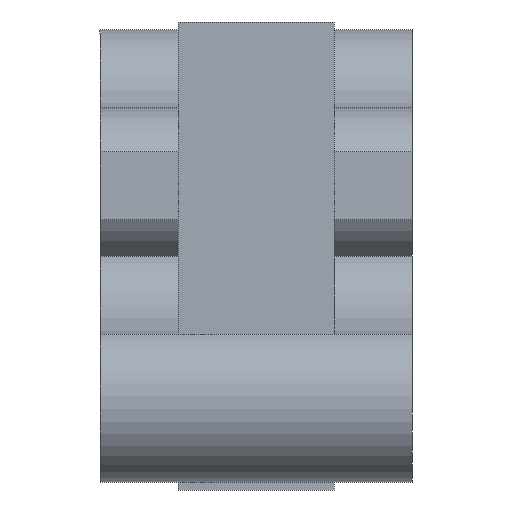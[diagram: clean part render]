
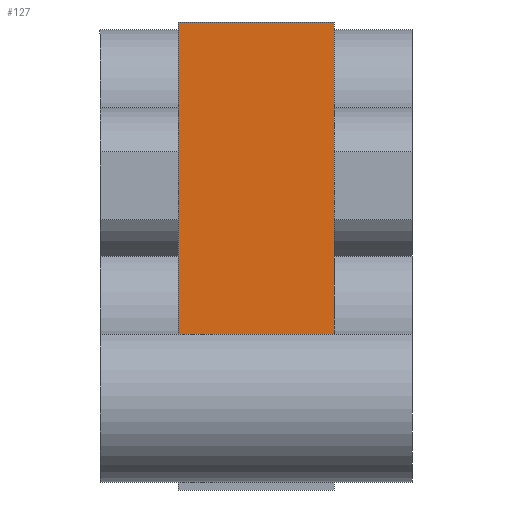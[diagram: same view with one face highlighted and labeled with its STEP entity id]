
A CAD part, front view. The second image highlights one B-rep face of the part: STEP entity #127.
In plain terms, the highlighted planar face has unit normal (0, -1, 0).
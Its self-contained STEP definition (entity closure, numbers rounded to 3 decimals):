
#127=ADVANCED_FACE('',(#195),#196,.F.);
#195=FACE_OUTER_BOUND('',#311,.T.);
#196=PLANE('',#312);
#311=EDGE_LOOP('',(#472,#473,#474,#475));
#312=AXIS2_PLACEMENT_3D('',#476,#477,#478);
#472=ORIENTED_EDGE('',*,*,#834,.T.);
#473=ORIENTED_EDGE('',*,*,#832,.F.);
#474=ORIENTED_EDGE('',*,*,#835,.F.);
#475=ORIENTED_EDGE('',*,*,#830,.F.);
#476=CARTESIAN_POINT('',(0.0,-105.0,7.5));
#477=DIRECTION('',(0.0,1.0,0.0));
#478=DIRECTION('',(0.0,0.0,1.0));
#830=EDGE_CURVE('',#958,#953,#960,.T.);
#832=EDGE_CURVE('',#961,#963,#964,.T.);
#834=EDGE_CURVE('',#958,#963,#966,.T.);
#835=EDGE_CURVE('',#953,#961,#967,.T.);
#953=VERTEX_POINT('',#1159);
#958=VERTEX_POINT('',#1166);
#960=LINE('',#1169,#1170);
#961=VERTEX_POINT('',#1171);
#963=VERTEX_POINT('',#1174);
#964=LINE('',#1175,#1176);
#966=LINE('',#1179,#1180);
#967=LINE('',#1181,#1182);
#1159=CARTESIAN_POINT('',(5.0,-105.0,17.5));
#1166=CARTESIAN_POINT('',(-5.0,-105.0,17.5));
#1169=CARTESIAN_POINT('',(0.0,-105.0,17.5));
#1170=VECTOR('',#1414,1.0);
#1171=CARTESIAN_POINT('',(5.0,-105.0,-2.5));
#1174=CARTESIAN_POINT('',(-5.0,-105.0,-2.5));
#1175=CARTESIAN_POINT('',(0.0,-105.0,-2.5));
#1176=VECTOR('',#1416,1.0);
#1179=CARTESIAN_POINT('',(-5.0,-105.0,7.5));
#1180=VECTOR('',#1418,1.0);
#1181=CARTESIAN_POINT('',(5.0,-105.0,7.5));
#1182=VECTOR('',#1419,1.0);
#1414=DIRECTION('',(1.0,0.0,0.0));
#1416=DIRECTION('',(-1.0,0.0,0.0));
#1418=DIRECTION('',(0.0,0.0,-1.0));
#1419=DIRECTION('',(0.0,0.0,-1.0));
